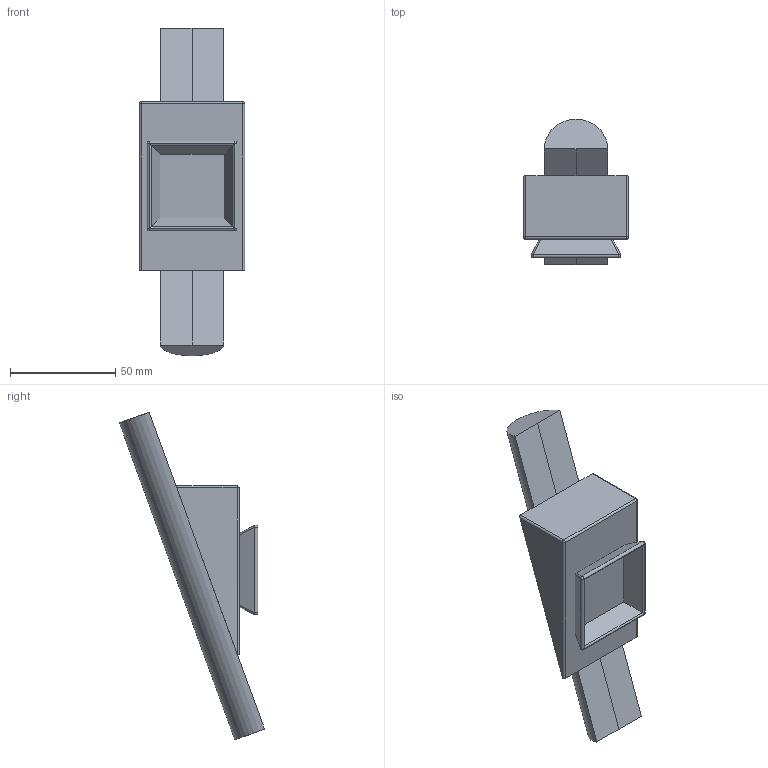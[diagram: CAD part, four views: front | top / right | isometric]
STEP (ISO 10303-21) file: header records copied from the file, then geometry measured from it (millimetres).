
FILE_DESCRIPTION(('FreeCAD Model'),'2;1');
FILE_NAME('Open CASCADE Shape Model','2025-02-10T01:34:52',('Author'),( ''),'Open CASCADE STEP processor 7.6','FreeCAD','Unknown');
FILE_SCHEMA(('AUTOMOTIVE_DESIGN { 1 0 10303 214 1 1 1 1 }'));
Length unit declared in the file: millimetre
Products named in the file (1): Fillet_base_table
Bounding box: 50 x 68.82 x 155.48 mm (x, y, z)
Volume: 121141.1 mm3; surface area: 22852.5 mm2
Topology: 1 solids, 1 shells, 47 faces, 109 edges, 60 vertices
Faces by surface type: plane 23, cylinder 14, sphere 6, bspline 4
Entity records: 2973 total; most frequent: CARTESIAN_POINT 987, DIRECTION 328, ORIENTED_EDGE 206, PCURVE 206, DEFINITIONAL_REPRESENTATION 206, LINE 175, VECTOR 175, EDGE_CURVE 103
